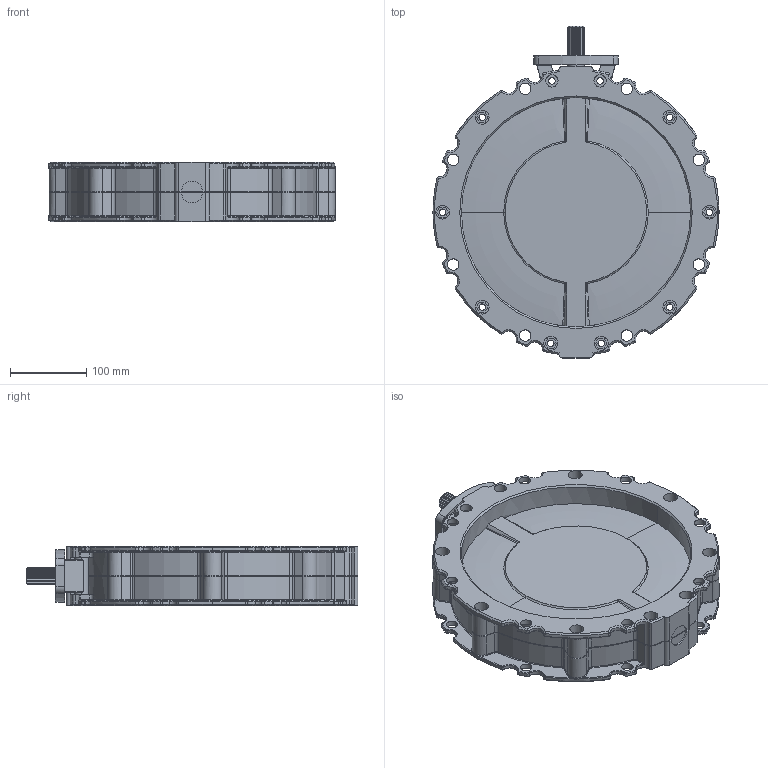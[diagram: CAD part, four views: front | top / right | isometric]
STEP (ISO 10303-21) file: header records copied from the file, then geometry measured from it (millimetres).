
FILE_DESCRIPTION (( 'STEP AP214' ), '1' );
FILE_NAME ('SCBF-BV2-6JA-300.step', '2025-09-25T05:50:32', ( 'KTP' ), ( '' ), 'SwSTEP 2.0', 'SolidWorks 2021', '' );
FILE_SCHEMA (( 'AUTOMOTIVE_DESIGN' ));
Length unit declared in the file: millimetre
Products named in the file (1): SCBF-BV2-6JA-300
Bounding box: 374 x 434 x 77.5 mm (x, y, z)
Volume: 3895880.5 mm3; surface area: 640700.3 mm2
Topology: 4 solids, 4 shells, 1429 faces, 3478 edges, 2092 vertices
Faces by surface type: cylinder 513, torus 358, plane 258, cone 192, bspline 102, sphere 6
Entity records: 54604 total; most frequent: CARTESIAN_POINT 19084, DIRECTION 7655, ORIENTED_EDGE 6944, EDGE_CURVE 3472, AXIS2_PLACEMENT_3D 3215, VERTEX_POINT 2092, CIRCLE 1887, EDGE_LOOP 1552
